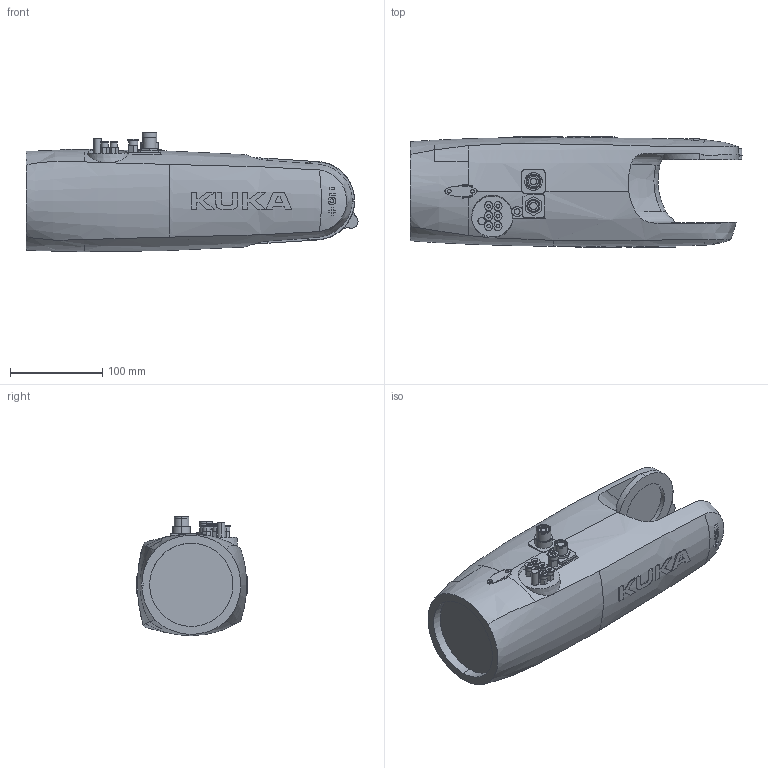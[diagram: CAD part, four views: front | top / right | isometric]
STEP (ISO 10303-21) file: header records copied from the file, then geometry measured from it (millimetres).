
FILE_DESCRIPTION (( 'STEP AP214' ), '1' );
FILE_NAME ('KR6_KR10_R900_sixx_CR-Link_4.STEP', '2017-08-22T10:14:37', ( '' ), ( '' ), 'SwSTEP 2.0', 'SolidWorks 2016', '' );
FILE_SCHEMA (( 'AUTOMOTIVE_DESIGN' ));
Length unit declared in the file: millimetre
Products named in the file (1): KR6_KR10_R900_sixx_CR-Link_4
Bounding box: 359.03 x 119.5 x 129 mm (x, y, z)
Volume: 2992084.7 mm3; surface area: 160041 mm2
Topology: 1 solids, 1 shells, 426 faces, 1104 edges, 737 vertices
Faces by surface type: plane 270, cylinder 90, bspline 60, cone 6
Entity records: 34417 total; most frequent: CARTESIAN_POINT 25192, ORIENTED_EDGE 2208, DIRECTION 1304, EDGE_CURVE 1104, VERTEX_POINT 737, VECTOR 546, LINE 546, B_SPLINE_CURVE_WITH_KNOTS 546
